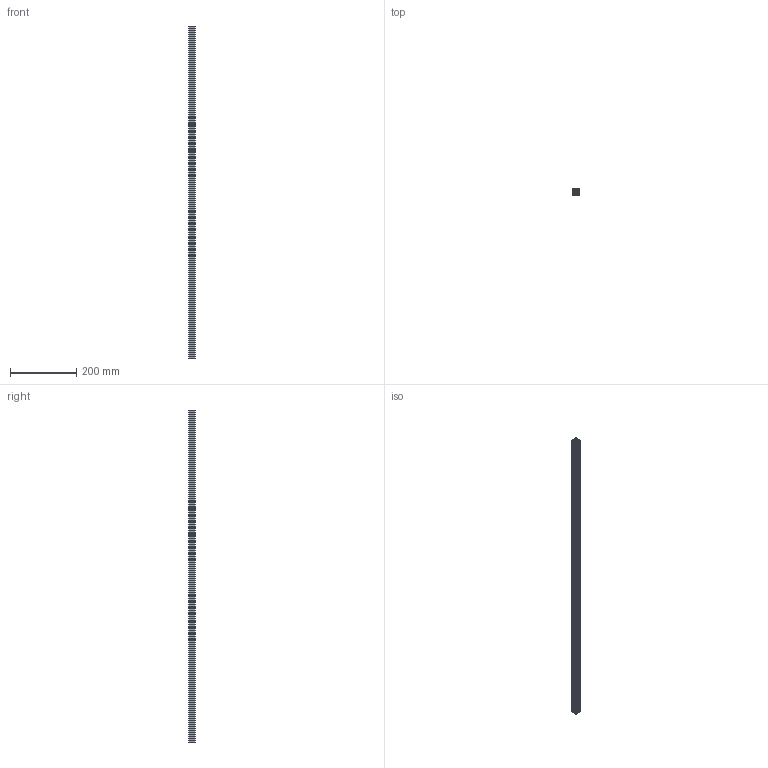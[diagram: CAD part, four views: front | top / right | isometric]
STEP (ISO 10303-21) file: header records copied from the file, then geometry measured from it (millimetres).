
FILE_DESCRIPTION (( 'STEP AP214' ), '1' );
FILE_NAME ('222L.3CX Êîíñòðóêöèîííûé ïðîôèëü 20õ20L.3C.STEP', '2019-11-22T07:16:14', ( 'Windows User' ), ( '' ), 'SwSTEP 2.0', 'SolidWorks 2019', '' );
FILE_SCHEMA (( 'AUTOMOTIVE_DESIGN' ));
Length unit declared in the file: millimetre
Products named in the file (1): 222L.3CX Êîíñòðóêöèîííûé ïðîôèëü 20õ20L.3C
Bounding box: 20 x 20 x 1000 mm (x, y, z)
Volume: 135724.7 mm3; surface area: 259014.2 mm2
Topology: 1 solids, 1 shells, 256 faces, 762 edges, 508 vertices
Faces by surface type: cylinder 138, plane 118
Entity records: 8748 total; most frequent: DIRECTION 1552, CARTESIAN_POINT 1527, ORIENTED_EDGE 1524, EDGE_CURVE 762, AXIS2_PLACEMENT_3D 533, VERTEX_POINT 508, VECTOR 486, LINE 486
